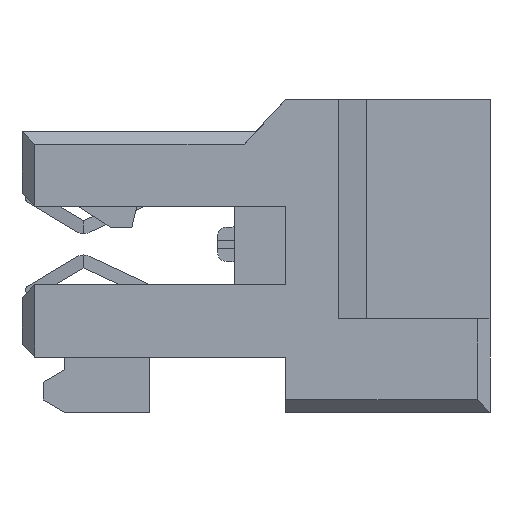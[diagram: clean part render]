
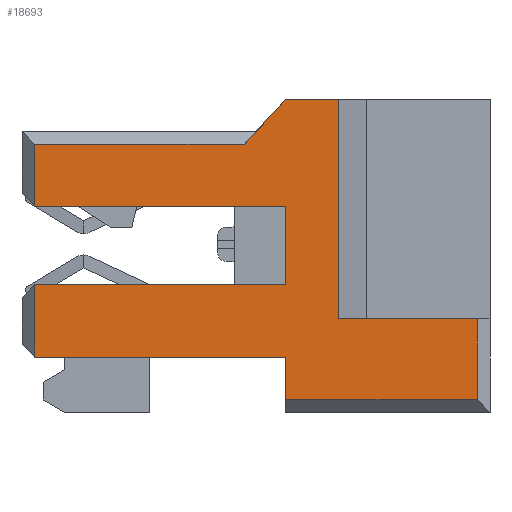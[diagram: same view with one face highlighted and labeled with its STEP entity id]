
A CAD part, left-side view. The second image highlights one B-rep face of the part: STEP entity #18693.
In plain terms, the highlighted face is planar.
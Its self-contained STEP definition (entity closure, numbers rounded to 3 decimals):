
#1245=ORIENTED_EDGE('',*,*,#5297,.T.);
#1246=ORIENTED_EDGE('',*,*,#4999,.T.);
#1247=ORIENTED_EDGE('',*,*,#5298,.T.);
#1248=ORIENTED_EDGE('',*,*,#5299,.T.);
#1249=ORIENTED_EDGE('',*,*,#5132,.T.);
#1250=ORIENTED_EDGE('',*,*,#5127,.T.);
#1251=ORIENTED_EDGE('',*,*,#5300,.T.);
#1252=ORIENTED_EDGE('',*,*,#5301,.T.);
#1253=ORIENTED_EDGE('',*,*,#5302,.T.);
#1254=ORIENTED_EDGE('',*,*,#5303,.T.);
#1255=ORIENTED_EDGE('',*,*,#4995,.T.);
#1256=ORIENTED_EDGE('',*,*,#4992,.T.);
#1257=ORIENTED_EDGE('',*,*,#5304,.T.);
#1258=ORIENTED_EDGE('',*,*,#5305,.T.);
#4992=EDGE_CURVE('',#7057,#7059,#8441,.T.);
#4995=EDGE_CURVE('',#7060,#7057,#8444,.T.);
#4999=EDGE_CURVE('',#7063,#7065,#8448,.T.);
#5127=EDGE_CURVE('',#7160,#7158,#8554,.T.);
#5132=EDGE_CURVE('',#7162,#7160,#8559,.T.);
#5297=EDGE_CURVE('',#7303,#7063,#8721,.T.);
#5298=EDGE_CURVE('',#7065,#7304,#8722,.T.);
#5299=EDGE_CURVE('',#7304,#7162,#8723,.T.);
#5300=EDGE_CURVE('',#7158,#7305,#8724,.T.);
#5301=EDGE_CURVE('',#7305,#7306,#8725,.T.);
#5302=EDGE_CURVE('',#7306,#7307,#8726,.T.);
#5303=EDGE_CURVE('',#7307,#7060,#8727,.T.);
#5304=EDGE_CURVE('',#7059,#7308,#8728,.T.);
#5305=EDGE_CURVE('',#7308,#7303,#8729,.T.);
#7057=VERTEX_POINT('',#24755);
#7059=VERTEX_POINT('',#24759);
#7060=VERTEX_POINT('',#24763);
#7063=VERTEX_POINT('',#24770);
#7065=VERTEX_POINT('',#24774);
#7158=VERTEX_POINT('',#25037);
#7160=VERTEX_POINT('',#25040);
#7162=VERTEX_POINT('',#25046);
#7303=VERTEX_POINT('',#25366);
#7304=VERTEX_POINT('',#25368);
#7305=VERTEX_POINT('',#25371);
#7306=VERTEX_POINT('',#25373);
#7307=VERTEX_POINT('',#25375);
#7308=VERTEX_POINT('',#25378);
#8441=LINE('',#24760,#10094);
#8444=LINE('',#24766,#10097);
#8448=LINE('',#24775,#10101);
#8554=LINE('',#25039,#10207);
#8559=LINE('',#25049,#10212);
#8721=LINE('',#25365,#10374);
#8722=LINE('',#25367,#10375);
#8723=LINE('',#25369,#10376);
#8724=LINE('',#25370,#10377);
#8725=LINE('',#25372,#10378);
#8726=LINE('',#25374,#10379);
#8727=LINE('',#25376,#10380);
#8728=LINE('',#25377,#10381);
#8729=LINE('',#25379,#10382);
#10094=VECTOR('',#20710,1000.);
#10097=VECTOR('',#20715,1000.);
#10101=VECTOR('',#20721,1000.);
#10207=VECTOR('',#20955,1000.);
#10212=VECTOR('',#20962,1000.);
#10374=VECTOR('',#21154,1000.);
#10375=VECTOR('',#21155,1000.);
#10376=VECTOR('',#21156,1000.);
#10377=VECTOR('',#21157,1000.);
#10378=VECTOR('',#21158,1000.);
#10379=VECTOR('',#21159,1000.);
#10380=VECTOR('',#21160,1000.);
#10381=VECTOR('',#21161,1000.);
#10382=VECTOR('',#21162,1000.);
#11685=EDGE_LOOP('',(#1245,#1246,#1247,#1248,#1249,#1250,#1251,#1252,#1253,
#1254,#1255,#1256,#1257,#1258));
#12468=FACE_BOUND('',#11685,.T.);
#13227=PLANE('',#19444);
#18693=ADVANCED_FACE('',(#12468),#13227,.F.);
#19444=AXIS2_PLACEMENT_3D('',#25364,#21152,#21153);
#20710=DIRECTION('',(0.,0.,-1.));
#20715=DIRECTION('',(0.,-1.,0.));
#20721=DIRECTION('',(0.,0.,-1.));
#20955=DIRECTION('',(0.,0.,1.));
#20962=DIRECTION('',(0.,1.,0.));
#21152=DIRECTION('',(-1.,0.,0.));
#21153=DIRECTION('',(0.,0.,1.));
#21154=DIRECTION('',(0.,-1.,0.));
#21155=DIRECTION('',(0.,1.,0.));
#21156=DIRECTION('',(0.,0.,-1.));
#21157=DIRECTION('',(0.,-1.,0.));
#21158=DIRECTION('',(0.,0.,1.));
#21159=DIRECTION('',(0.,-1.,0.));
#21160=DIRECTION('',(0.,-0.682,-0.731));
#21161=DIRECTION('',(0.,1.,0.));
#21162=DIRECTION('',(0.,0.,-1.));
#24755=CARTESIAN_POINT('',(7.5,0.3,2.625));
#24759=CARTESIAN_POINT('',(7.5,0.3,1.175));
#24760=CARTESIAN_POINT('',(7.5,0.3,3.675));
#24763=CARTESIAN_POINT('',(7.5,5.22,2.625));
#24766=CARTESIAN_POINT('',(7.5,11.,2.625));
#24770=CARTESIAN_POINT('',(7.5,0.3,-0.675));
#24774=CARTESIAN_POINT('',(7.5,0.3,-2.375));
#24775=CARTESIAN_POINT('',(7.5,0.3,3.675));
#25037=CARTESIAN_POINT('',(7.5,10.7,-1.475));
#25039=CARTESIAN_POINT('',(7.5,10.7,-1.475));
#25040=CARTESIAN_POINT('',(7.5,10.7,-3.375));
#25046=CARTESIAN_POINT('',(7.5,6.2,-3.375));
#25049=CARTESIAN_POINT('',(7.5,11.,-3.375));
#25364=CARTESIAN_POINT('',(7.5,11.,3.675));
#25365=CARTESIAN_POINT('',(7.5,6.2,-0.675));
#25366=CARTESIAN_POINT('',(7.5,6.2,-0.675));
#25367=CARTESIAN_POINT('',(7.5,0.,-2.375));
#25368=CARTESIAN_POINT('',(7.5,6.2,-2.375));
#25369=CARTESIAN_POINT('',(7.5,6.2,-2.375));
#25370=CARTESIAN_POINT('',(7.5,11.,-1.475));
#25371=CARTESIAN_POINT('',(7.5,7.45,-1.475));
#25372=CARTESIAN_POINT('',(7.5,7.45,-1.475));
#25373=CARTESIAN_POINT('',(7.5,7.45,3.675));
#25374=CARTESIAN_POINT('',(7.5,11.,3.675));
#25375=CARTESIAN_POINT('',(7.5,6.2,3.675));
#25376=CARTESIAN_POINT('',(7.5,6.2,3.675));
#25377=CARTESIAN_POINT('',(7.5,0.,1.175));
#25378=CARTESIAN_POINT('',(7.5,6.2,1.175));
#25379=CARTESIAN_POINT('',(7.5,6.2,1.175));
